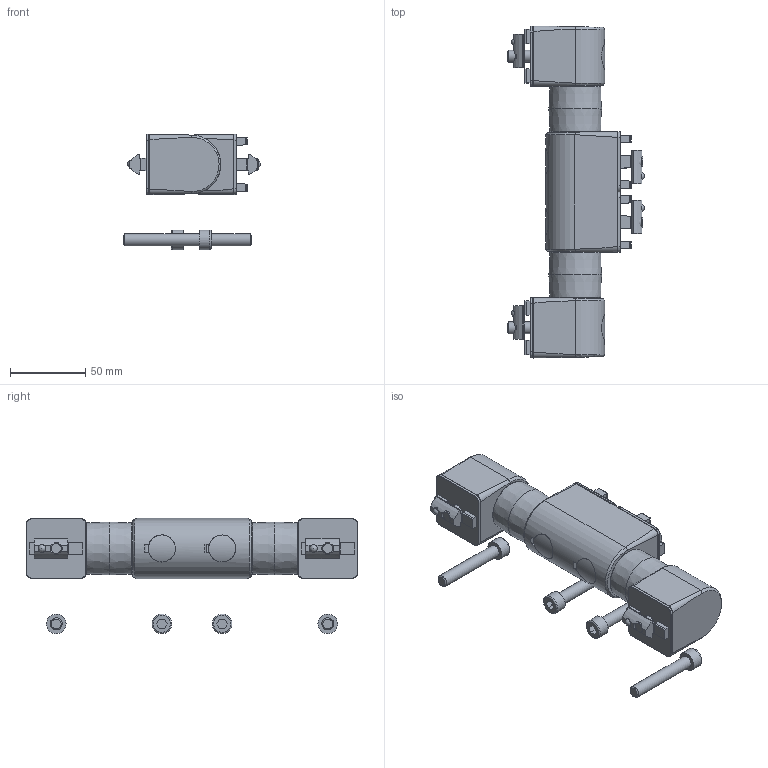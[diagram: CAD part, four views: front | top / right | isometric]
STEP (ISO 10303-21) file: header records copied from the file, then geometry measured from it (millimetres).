
FILE_DESCRIPTION(('FreeCAD Model'),'2;1');
FILE_NAME('Open CASCADE Shape Model','2026-02-10T09:08:41',(''),(''), 'Open CASCADE STEP processor 7.6','FreeCAD','Unknown');
FILE_SCHEMA(('AUTOMOTIVE_DESIGN { 1 0 10303 214 1 1 1 1 }'));
Length unit declared in the file: millimetre
Products named in the file (34): STI8-AF40800.5NM001; STI8-AF40800.5NM002; STI8-AF40800.5NM003; STI8-AF40800.5NM004; STI8-AF40800.5NM005; STI8-AF40800.5NM006; STI8-AF40800.5NM007; STI8-AF40800.5NM008; STI8-AF40800.5NM009; STI8-AF40800.5NM010; STI8-AF40800.5NM011; STI8-AF40800.5NM012; STI8-AF40800.5NM013; STI8-AF40800.5NM014; STI8-AF40800.5NM015; STI8-AF40800.5NM016; STI8-AF40800.5NM017; STI8-AF40800.5NM018; STI8-AF40800.5NM019; STI8-AF40800.5NM020; STI8-AF40800.5NM021; STI8-AF40800.5NM022; STI8-AF40800.5NM023; STI8-AF40800.5NM024; STI8-AF40800.5NM025; STI8-AF40800.5NM
Assembly tree (25 placements, depth 2):
  STI8-AF40800.5NM001
  STI8-AF40800.5NM002
  STI8-AF40800.5NM003
  STI8-AF40800.5NM004
  STI8-AF40800.5NM005
Bounding box: 90.55 x 220 x 76.5 mm (x, y, z)
Volume: 621278.8 mm3; surface area: 231464.6 mm2
Topology: 50 solids, 58 shells, 2638 faces, 6956 edges, 4576 vertices
Faces by surface type: plane 1246, cylinder 966, cone 286, torus 124, sphere 16
Full cylindrical faces by diameter (mm): 5.05 x16, 6.647 x8, 8 x16, 8.4 x8, 10 x8, 13 x24, 15.3 x8, 17.87 x8, 28 x8
Entity records: 63005 total; most frequent: CARTESIAN_POINT 14345, ORIENTED_EDGE 10212, DIRECTION 9768, EDGE_CURVE 5106, AXIS2_PLACEMENT_3D 3562, VERTEX_POINT 3376, LINE 2644, VECTOR 2644
